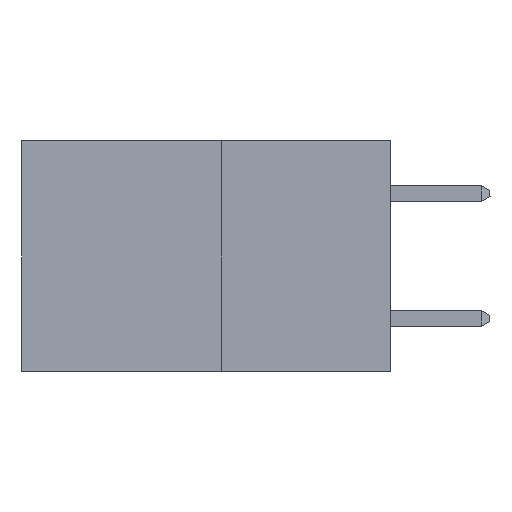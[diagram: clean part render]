
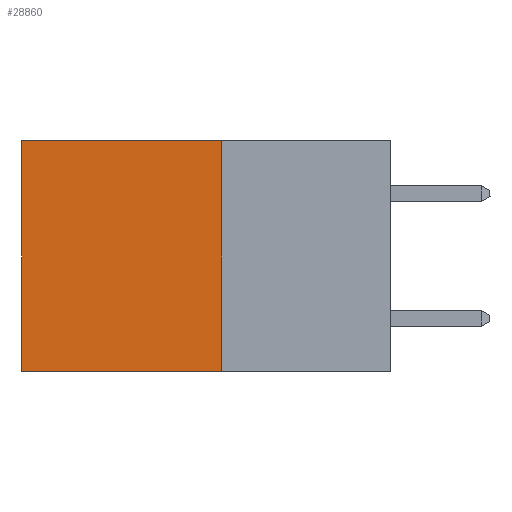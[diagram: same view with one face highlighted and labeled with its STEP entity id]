
A CAD part, left-side view. The second image highlights one B-rep face of the part: STEP entity #28860.
In plain terms, the highlighted planar face has unit normal (-1, 0, 0).
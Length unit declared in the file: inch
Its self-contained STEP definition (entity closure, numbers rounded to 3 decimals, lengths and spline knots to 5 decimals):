
#702 = CARTESIAN_POINT ( 'NONE',  ( 0.277, 0.27, -0.37 ) ) ;
#778 = VERTEX_POINT ( 'NONE', #27992 ) ;
#2426 = CARTESIAN_POINT ( 'NONE',  ( 0.277, 0.59, -0.37 ) ) ;
#3457 = DIRECTION ( 'NONE',  ( 0., 0., -1. ) ) ;
#5781 = EDGE_LOOP ( 'NONE', ( #32434, #29009, #14938, #32223 ) ) ;
#7167 = DIRECTION ( 'NONE',  ( 0., 1., 0. ) ) ;
#8261 = VECTOR ( 'NONE', #21747, 39.37008 ) ;
#10059 = EDGE_CURVE ( 'NONE', #13652, #22771, #31817, .T. ) ;
#10572 = VECTOR ( 'NONE', #28326, 39.37008 ) ;
#12177 = VECTOR ( 'NONE', #7167, 39.37008 ) ;
#13652 = VERTEX_POINT ( 'NONE', #30467 ) ;
#14938 = ORIENTED_EDGE ( 'NONE', *, *, #10059, .F. ) ;
#15204 = FACE_OUTER_BOUND ( 'NONE', #5781, .T. ) ;
#15562 = LINE ( 'NONE', #32580, #8261 ) ;
#17475 = VECTOR ( 'NONE', #19828, 39.37008 ) ;
#17801 = EDGE_CURVE ( 'NONE', #13652, #778, #26550, .T. ) ;
#18284 = CARTESIAN_POINT ( 'NONE',  ( 0.277, 0.27, -0.37 ) ) ;
#19700 = CARTESIAN_POINT ( 'NONE',  ( 0.277, 0.27, -0.37 ) ) ;
#19817 = DIRECTION ( 'NONE',  ( 1., 0., 0. ) ) ;
#19828 = DIRECTION ( 'NONE',  ( 0., 0., -1. ) ) ;
#21747 = DIRECTION ( 'NONE',  ( 0., 1., 0. ) ) ;
#22771 = VERTEX_POINT ( 'NONE', #18284 ) ;
#23308 = CARTESIAN_POINT ( 'NONE',  ( 0.277, 0.27, 0. ) ) ;
#24100 = EDGE_CURVE ( 'NONE', #22771, #33855, #15562, .T. ) ;
#25598 = CARTESIAN_POINT ( 'NONE',  ( 0.277, 0.59, -0.37 ) ) ;
#26550 = LINE ( 'NONE', #23308, #12177 ) ;
#27992 = CARTESIAN_POINT ( 'NONE',  ( 0.277, 0.59, 0. ) ) ;
#28281 = EDGE_CURVE ( 'NONE', #778, #33855, #32148, .T. ) ;
#28326 = DIRECTION ( 'NONE',  ( 0., 0., -1. ) ) ;
#28860 = ADVANCED_FACE ( 'NONE', ( #15204 ), #30516, .F. ) ;
#29009 = ORIENTED_EDGE ( 'NONE', *, *, #24100, .F. ) ;
#30467 = CARTESIAN_POINT ( 'NONE',  ( 0.277, 0.27, 0. ) ) ;
#30516 = PLANE ( 'NONE',  #34671 ) ;
#31817 = LINE ( 'NONE', #19700, #17475 ) ;
#32148 = LINE ( 'NONE', #25598, #10572 ) ;
#32223 = ORIENTED_EDGE ( 'NONE', *, *, #17801, .T. ) ;
#32434 = ORIENTED_EDGE ( 'NONE', *, *, #28281, .T. ) ;
#32580 = CARTESIAN_POINT ( 'NONE',  ( 0.277, 0.27, -0.37 ) ) ;
#33855 = VERTEX_POINT ( 'NONE', #2426 ) ;
#34671 = AXIS2_PLACEMENT_3D ( 'NONE', #702, #19817, #3457 ) ;
